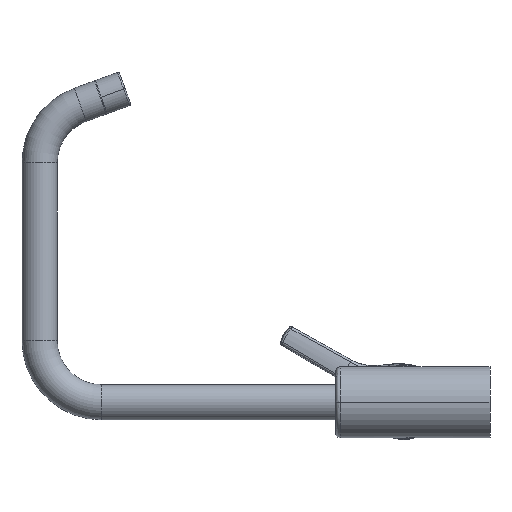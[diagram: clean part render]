
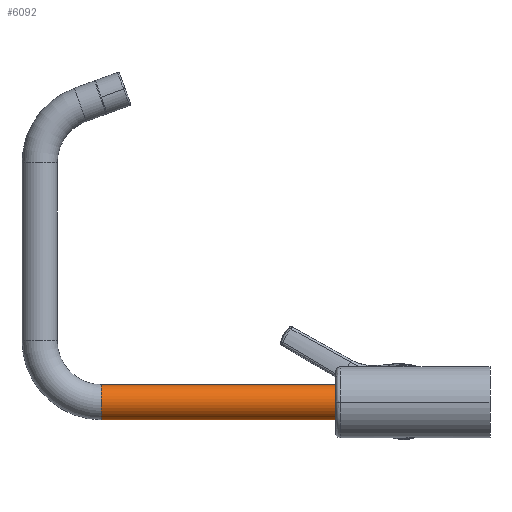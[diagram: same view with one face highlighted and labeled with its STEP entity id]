
A CAD part, left-side view. The second image highlights one B-rep face of the part: STEP entity #6092.
In plain terms, the highlighted cylindrical face has radius 11.4 mm (diameter 22.8 mm), a partial arc.
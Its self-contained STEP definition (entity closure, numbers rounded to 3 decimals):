
#414 = DIRECTION ( 'NONE',  ( 0., -1., 0. ) ) ;
#492 = EDGE_CURVE ( 'NONE', #15126, #12718, #3157, .T. ) ;
#1165 = CARTESIAN_POINT ( 'NONE',  ( 196.904, 366.517, 164.245 ) ) ;
#1356 = ORIENTED_EDGE ( 'NONE', *, *, #2935, .F. ) ;
#1382 = VERTEX_POINT ( 'NONE', #7084 ) ;
#1825 = CARTESIAN_POINT ( 'NONE',  ( 196.904, 214.217, 164.245 ) ) ;
#2182 = AXIS2_PLACEMENT_3D ( 'NONE', #1165, #414, #9824 ) ;
#2253 = EDGE_CURVE ( 'NONE', #14122, #12718, #14928, .T. ) ;
#2778 = VECTOR ( 'NONE', #13803, 1000. ) ;
#2935 = EDGE_CURVE ( 'NONE', #1382, #14122, #6598, .T. ) ;
#3157 = LINE ( 'NONE', #11316, #2778 ) ;
#3312 = DIRECTION ( 'NONE',  ( 0., -1., 0. ) ) ;
#3697 = CARTESIAN_POINT ( 'NONE',  ( 196.904, 366.517, 164.245 ) ) ;
#4208 = DIRECTION ( 'NONE',  ( 0., -1., 0. ) ) ;
#4660 = CARTESIAN_POINT ( 'NONE',  ( 196.904, 214.217, 175.645 ) ) ;
#6092 = ADVANCED_FACE ( 'NONE', ( #15101 ), #15464, .T. ) ;
#6598 = LINE ( 'NONE', #7713, #10968 ) ;
#7084 = CARTESIAN_POINT ( 'NONE',  ( 196.904, 366.517, 175.645 ) ) ;
#7713 = CARTESIAN_POINT ( 'NONE',  ( 196.904, 366.517, 175.645 ) ) ;
#7830 = ORIENTED_EDGE ( 'NONE', *, *, #10044, .T. ) ;
#8249 = CARTESIAN_POINT ( 'NONE',  ( 196.904, 214.217, 152.845 ) ) ;
#8965 = ORIENTED_EDGE ( 'NONE', *, *, #2253, .F. ) ;
#9240 = DIRECTION ( 'NONE',  ( 0., -1., 0. ) ) ;
#9824 = DIRECTION ( 'NONE',  ( 0., 0., -1. ) ) ;
#9851 = CARTESIAN_POINT ( 'NONE',  ( 196.904, 366.517, 152.845 ) ) ;
#10044 = EDGE_CURVE ( 'NONE', #1382, #15126, #11906, .T. ) ;
#10866 = ORIENTED_EDGE ( 'NONE', *, *, #492, .T. ) ;
#10968 = VECTOR ( 'NONE', #9240, 1000. ) ;
#11316 = CARTESIAN_POINT ( 'NONE',  ( 196.904, 366.517, 152.845 ) ) ;
#11906 = CIRCLE ( 'NONE', #2182, 11.4 ) ;
#12059 = DIRECTION ( 'NONE',  ( 0., 0., -1. ) ) ;
#12718 = VERTEX_POINT ( 'NONE', #8249 ) ;
#13450 = EDGE_LOOP ( 'NONE', ( #1356, #7830, #10866, #8965 ) ) ;
#13803 = DIRECTION ( 'NONE',  ( 0., -1., 0. ) ) ;
#14037 = DIRECTION ( 'NONE',  ( 0., 0., -1. ) ) ;
#14122 = VERTEX_POINT ( 'NONE', #4660 ) ;
#14417 = AXIS2_PLACEMENT_3D ( 'NONE', #3697, #4208, #12059 ) ;
#14789 = AXIS2_PLACEMENT_3D ( 'NONE', #1825, #3312, #14037 ) ;
#14928 = CIRCLE ( 'NONE', #14789, 11.4 ) ;
#15101 = FACE_OUTER_BOUND ( 'NONE', #13450, .T. ) ;
#15126 = VERTEX_POINT ( 'NONE', #9851 ) ;
#15464 = CYLINDRICAL_SURFACE ( 'NONE', #14417, 11.4 ) ;
